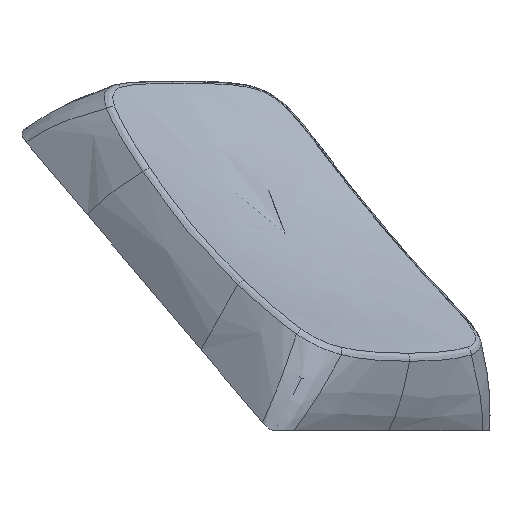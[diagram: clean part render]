
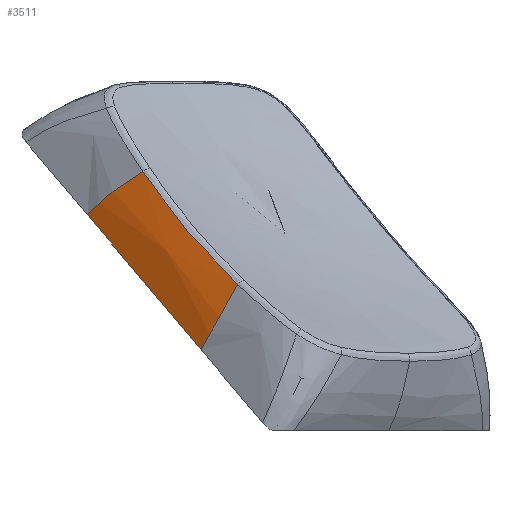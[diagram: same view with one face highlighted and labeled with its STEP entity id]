
A CAD part, left-side view. The second image highlights one B-rep face of the part: STEP entity #3511.
In plain terms, the highlighted free-form (B-spline) face has degree [3, 3] with [6, 7] control points.
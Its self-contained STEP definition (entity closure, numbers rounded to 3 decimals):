
#103=B_SPLINE_SURFACE_WITH_KNOTS('',3,3,((#9658,#9659,#9660,#9661,#9662,
#9663,#9664),(#9665,#9666,#9667,#9668,#9669,#9670,#9671),(#9672,#9673,#9674,
#9675,#9676,#9677,#9678),(#9679,#9680,#9681,#9682,#9683,#9684,#9685),(#9686,
#9687,#9688,#9689,#9690,#9691,#9692),(#9693,#9694,#9695,#9696,#9697,#9698,
#9699)),.UNSPECIFIED.,.F.,.F.,.F.,(4,2,4),(4,1,1,1,4),(0.,0.5,
1.),(0.137,0.389,0.66,0.856,
1.),.UNSPECIFIED.);
#264=B_SPLINE_CURVE_WITH_KNOTS('',3,(#9365,#9366,#9367,#9368,#9369,#9370),
 .UNSPECIFIED.,.F.,.F.,(4,2,4),(-5.091,-4.585,-4.078),
 .UNSPECIFIED.);
#280=B_SPLINE_CURVE_WITH_KNOTS('',3,(#9700,#9701,#9702,#9703,#9704,#9705,
#9706),.UNSPECIFIED.,.F.,.F.,(4,1,1,1,4),(0.103,0.21,
0.357,0.463,0.541),.UNSPECIFIED.);
#281=B_SPLINE_CURVE_WITH_KNOTS('',3,(#9707,#9708,#9709,#9710,#9711,#9712,
#9713),.UNSPECIFIED.,.F.,.F.,(4,1,1,1,4),(0.103,0.21,
0.357,0.463,0.541),.UNSPECIFIED.);
#583=FACE_OUTER_BOUND('',#811,.T.);
#811=EDGE_LOOP('',(#3159,#3160,#3161,#3162));
#1151=LINE('',#8757,#1373);
#1373=VECTOR('',#4445,10.);
#1660=VERTEX_POINT('',#8754);
#1661=VERTEX_POINT('',#8756);
#1691=VERTEX_POINT('',#9309);
#1693=VERTEX_POINT('',#9359);
#2147=EDGE_CURVE('',#1660,#1661,#1151,.T.);
#2189=EDGE_CURVE('',#1693,#1691,#264,.T.);
#2205=EDGE_CURVE('',#1693,#1661,#280,.T.);
#2206=EDGE_CURVE('',#1691,#1660,#281,.T.);
#3159=ORIENTED_EDGE('',*,*,#2189,.F.);
#3160=ORIENTED_EDGE('',*,*,#2205,.T.);
#3161=ORIENTED_EDGE('',*,*,#2147,.F.);
#3162=ORIENTED_EDGE('',*,*,#2206,.F.);
#3511=ADVANCED_FACE('',(#583),#103,.T.);
#4445=DIRECTION('',(0.542,0.542,0.643));
#8754=CARTESIAN_POINT('',(-115.77,6.37,5.576));
#8756=CARTESIAN_POINT('',(-109.207,12.933,13.363));
#8757=CARTESIAN_POINT('',(-105.663,16.476,17.569));
#9309=CARTESIAN_POINT('',(-116.295,4.253,9.348));
#9359=CARTESIAN_POINT('',(-110.809,9.74,15.858));
#9365=CARTESIAN_POINT('Ctrl Pts',(-110.809,9.74,15.858));
#9366=CARTESIAN_POINT('Ctrl Pts',(-111.705,8.94,14.682));
#9367=CARTESIAN_POINT('Ctrl Pts',(-112.649,8.104,13.546));
#9368=CARTESIAN_POINT('Ctrl Pts',(-114.485,6.268,11.366));
#9369=CARTESIAN_POINT('Ctrl Pts',(-115.377,5.268,10.324));
#9370=CARTESIAN_POINT('Ctrl Pts',(-116.295,4.253,9.348));
#9658=CARTESIAN_POINT('Ctrl Pts',(-116.292,4.111,9.6));
#9659=CARTESIAN_POINT('Ctrl Pts',(-116.299,4.333,9.206));
#9660=CARTESIAN_POINT('Ctrl Pts',(-116.293,4.796,8.386));
#9661=CARTESIAN_POINT('Ctrl Pts',(-116.193,5.429,7.258));
#9662=CARTESIAN_POINT('Ctrl Pts',(-116.,5.958,6.31));
#9663=CARTESIAN_POINT('Ctrl Pts',(-115.848,6.249,5.791));
#9664=CARTESIAN_POINT('Ctrl Pts',(-115.77,6.37,5.576));
#9665=CARTESIAN_POINT('Ctrl Pts',(-115.461,5.003,10.521));
#9666=CARTESIAN_POINT('Ctrl Pts',(-115.484,5.238,10.076));
#9667=CARTESIAN_POINT('Ctrl Pts',(-115.51,5.691,9.173));
#9668=CARTESIAN_POINT('Ctrl Pts',(-115.464,6.237,7.986));
#9669=CARTESIAN_POINT('Ctrl Pts',(-115.338,6.654,7.017));
#9670=CARTESIAN_POINT('Ctrl Pts',(-115.234,6.871,6.493));
#9671=CARTESIAN_POINT('Ctrl Pts',(-115.179,6.96,6.276));
#9672=CARTESIAN_POINT('Ctrl Pts',(-114.466,6.287,11.389));
#9673=CARTESIAN_POINT('Ctrl Pts',(-114.402,6.732,10.889));
#9674=CARTESIAN_POINT('Ctrl Pts',(-114.24,7.443,10.01));
#9675=CARTESIAN_POINT('Ctrl Pts',(-113.973,8.032,9.118));
#9676=CARTESIAN_POINT('Ctrl Pts',(-113.748,8.372,8.529));
#9677=CARTESIAN_POINT('Ctrl Pts',(-113.63,8.508,8.269));
#9678=CARTESIAN_POINT('Ctrl Pts',(-113.582,8.557,8.172));
#9679=CARTESIAN_POINT('Ctrl Pts',(-112.668,8.085,13.523));
#9680=CARTESIAN_POINT('Ctrl Pts',(-112.555,8.58,13.081));
#9681=CARTESIAN_POINT('Ctrl Pts',(-112.292,9.391,12.321));
#9682=CARTESIAN_POINT('Ctrl Pts',(-111.907,10.099,11.57));
#9683=CARTESIAN_POINT('Ctrl Pts',(-111.603,10.516,11.074));
#9684=CARTESIAN_POINT('Ctrl Pts',(-111.454,10.685,10.852));
#9685=CARTESIAN_POINT('Ctrl Pts',(-111.395,10.745,10.768));
#9686=CARTESIAN_POINT('Ctrl Pts',(-111.722,8.743,14.959));
#9687=CARTESIAN_POINT('Ctrl Pts',(-111.558,9.163,14.734));
#9688=CARTESIAN_POINT('Ctrl Pts',(-111.206,9.995,14.279));
#9689=CARTESIAN_POINT('Ctrl Pts',(-110.682,11.02,13.662));
#9690=CARTESIAN_POINT('Ctrl Pts',(-110.199,11.793,13.115));
#9691=CARTESIAN_POINT('Ctrl Pts',(-109.919,12.186,12.801));
#9692=CARTESIAN_POINT('Ctrl Pts',(-109.798,12.342,12.663));
#9693=CARTESIAN_POINT('Ctrl Pts',(-110.899,9.504,15.999));
#9694=CARTESIAN_POINT('Ctrl Pts',(-110.759,9.874,15.78));
#9695=CARTESIAN_POINT('Ctrl Pts',(-110.456,10.633,15.312));
#9696=CARTESIAN_POINT('Ctrl Pts',(-110.001,11.621,14.605));
#9697=CARTESIAN_POINT('Ctrl Pts',(-109.572,12.386,13.938));
#9698=CARTESIAN_POINT('Ctrl Pts',(-109.318,12.778,13.54));
#9699=CARTESIAN_POINT('Ctrl Pts',(-109.207,12.933,13.363));
#9700=CARTESIAN_POINT('Ctrl Pts',(-110.809,9.74,15.858));
#9701=CARTESIAN_POINT('Ctrl Pts',(-110.696,10.029,15.684));
#9702=CARTESIAN_POINT('Ctrl Pts',(-110.423,10.706,15.259));
#9703=CARTESIAN_POINT('Ctrl Pts',(-110.001,11.621,14.605));
#9704=CARTESIAN_POINT('Ctrl Pts',(-109.572,12.386,13.938));
#9705=CARTESIAN_POINT('Ctrl Pts',(-109.318,12.778,13.54));
#9706=CARTESIAN_POINT('Ctrl Pts',(-109.207,12.933,13.363));
#9707=CARTESIAN_POINT('Ctrl Pts',(-116.295,4.253,9.348));
#9708=CARTESIAN_POINT('Ctrl Pts',(-116.297,4.428,9.038));
#9709=CARTESIAN_POINT('Ctrl Pts',(-116.286,4.843,8.301));
#9710=CARTESIAN_POINT('Ctrl Pts',(-116.193,5.429,7.258));
#9711=CARTESIAN_POINT('Ctrl Pts',(-116.,5.958,6.31));
#9712=CARTESIAN_POINT('Ctrl Pts',(-115.848,6.249,5.791));
#9713=CARTESIAN_POINT('Ctrl Pts',(-115.77,6.37,5.576));
